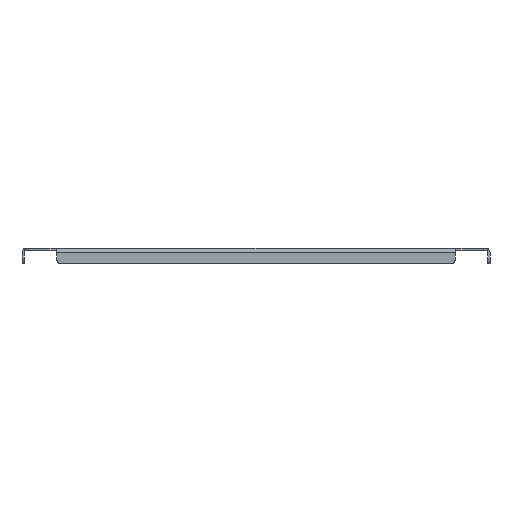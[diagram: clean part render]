
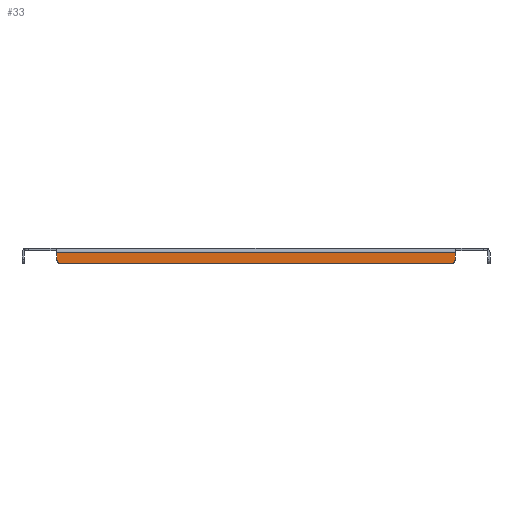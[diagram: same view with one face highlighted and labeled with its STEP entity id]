
A CAD part, front view. The second image highlights one B-rep face of the part: STEP entity #33.
In plain terms, the highlighted planar face has unit normal (0, -1, 0).
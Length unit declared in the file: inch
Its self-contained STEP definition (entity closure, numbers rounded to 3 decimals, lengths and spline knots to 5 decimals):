
#33 = ADVANCED_FACE ( 'NONE', ( #1890 ), #1575, .T. ) ;
#65 = CARTESIAN_POINT ( 'NONE',  ( 11.21875, -16.46875, -0.875 ) ) ;
#89 = ORIENTED_EDGE ( 'NONE', *, *, #3023, .F. ) ;
#183 = CARTESIAN_POINT ( 'NONE',  ( -11.21875, -16.46875, -0.875 ) ) ;
#271 = VERTEX_POINT ( 'NONE', #2474 ) ;
#350 = LINE ( 'NONE', #1144, #2369 ) ;
#380 = VERTEX_POINT ( 'NONE', #3303 ) ;
#388 = DIRECTION ( 'NONE',  ( 1., 0., 0. ) ) ;
#396 = ORIENTED_EDGE ( 'NONE', *, *, #2066, .T. ) ;
#423 = AXIS2_PLACEMENT_3D ( 'NONE', #2101, #2656, #1350 ) ;
#436 = AXIS2_PLACEMENT_3D ( 'NONE', #2363, #2135, #2393 ) ;
#466 = EDGE_CURVE ( 'NONE', #2930, #380, #2515, .T. ) ;
#502 = DIRECTION ( 'NONE',  ( 0., 0., -1. ) ) ;
#511 = DIRECTION ( 'NONE',  ( 0., 0., -1. ) ) ;
#683 = LINE ( 'NONE', #2991, #2740 ) ;
#747 = ORIENTED_EDGE ( 'NONE', *, *, #2866, .T. ) ;
#763 = VERTEX_POINT ( 'NONE', #183 ) ;
#798 = CARTESIAN_POINT ( 'NONE',  ( -11.21875, -16.46875, -0.625 ) ) ;
#868 = EDGE_LOOP ( 'NONE', ( #1284, #1653, #396, #2010, #747, #89 ) ) ;
#1007 = DIRECTION ( 'NONE',  ( 1., 0., 0. ) ) ;
#1115 = VERTEX_POINT ( 'NONE', #65 ) ;
#1144 = CARTESIAN_POINT ( 'NONE',  ( -13.34375, -16.46875, -0.875 ) ) ;
#1284 = ORIENTED_EDGE ( 'NONE', *, *, #466, .T. ) ;
#1289 = AXIS2_PLACEMENT_3D ( 'NONE', #798, #3075, #511 ) ;
#1321 = CARTESIAN_POINT ( 'NONE',  ( -11.46875, -16.46875, -0.237 ) ) ;
#1350 = DIRECTION ( 'NONE',  ( 0., 0., -1. ) ) ;
#1448 = VECTOR ( 'NONE', #1007, 39.37008 ) ;
#1478 = VERTEX_POINT ( 'NONE', #1795 ) ;
#1479 = DIRECTION ( 'NONE',  ( 0., 0., 1. ) ) ;
#1575 = PLANE ( 'NONE',  #436 ) ;
#1653 = ORIENTED_EDGE ( 'NONE', *, *, #2929, .T. ) ;
#1795 = CARTESIAN_POINT ( 'NONE',  ( 11.46875, -16.46875, -0.237 ) ) ;
#1811 = LINE ( 'NONE', #2837, #1448 ) ;
#1867 = CIRCLE ( 'NONE', #423, 0.25 ) ;
#1890 = FACE_OUTER_BOUND ( 'NONE', #868, .T. ) ;
#2010 = ORIENTED_EDGE ( 'NONE', *, *, #3113, .T. ) ;
#2066 = EDGE_CURVE ( 'NONE', #763, #1115, #350, .T. ) ;
#2101 = CARTESIAN_POINT ( 'NONE',  ( 11.21875, -16.46875, -0.625 ) ) ;
#2135 = DIRECTION ( 'NONE',  ( 0., -1., 0. ) ) ;
#2363 = CARTESIAN_POINT ( 'NONE',  ( -13.34375, -16.46875, 0. ) ) ;
#2369 = VECTOR ( 'NONE', #388, 39.37008 ) ;
#2393 = DIRECTION ( 'NONE',  ( 0., 0., -1. ) ) ;
#2474 = CARTESIAN_POINT ( 'NONE',  ( 11.46875, -16.46875, -0.625 ) ) ;
#2515 = LINE ( 'NONE', #3050, #2957 ) ;
#2656 = DIRECTION ( 'NONE',  ( 0., -1., 0. ) ) ;
#2740 = VECTOR ( 'NONE', #1479, 39.37008 ) ;
#2837 = CARTESIAN_POINT ( 'NONE',  ( 11.46875, -16.46875, -0.237 ) ) ;
#2866 = EDGE_CURVE ( 'NONE', #271, #1478, #683, .T. ) ;
#2929 = EDGE_CURVE ( 'NONE', #380, #763, #3215, .T. ) ;
#2930 = VERTEX_POINT ( 'NONE', #1321 ) ;
#2957 = VECTOR ( 'NONE', #502, 39.37008 ) ;
#2991 = CARTESIAN_POINT ( 'NONE',  ( 11.46875, -16.46875, 0. ) ) ;
#3023 = EDGE_CURVE ( 'NONE', #2930, #1478, #1811, .T. ) ;
#3050 = CARTESIAN_POINT ( 'NONE',  ( -11.46875, -16.46875, 0. ) ) ;
#3075 = DIRECTION ( 'NONE',  ( 0., -1., 0. ) ) ;
#3113 = EDGE_CURVE ( 'NONE', #1115, #271, #1867, .T. ) ;
#3215 = CIRCLE ( 'NONE', #1289, 0.25 ) ;
#3303 = CARTESIAN_POINT ( 'NONE',  ( -11.46875, -16.46875, -0.625 ) ) ;
